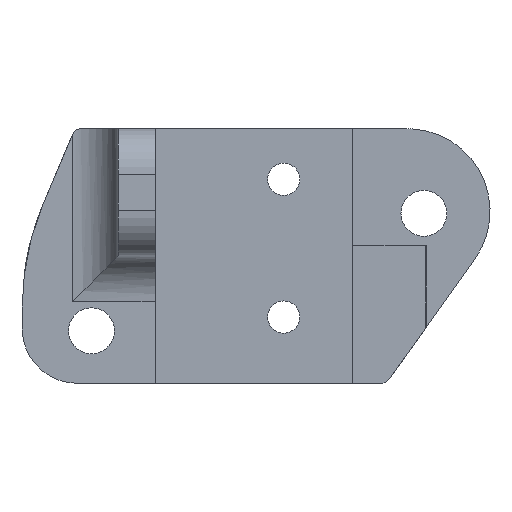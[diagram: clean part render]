
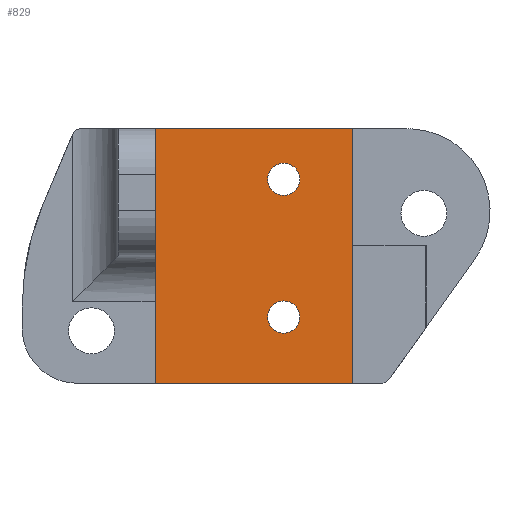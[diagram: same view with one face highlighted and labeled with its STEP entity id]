
A CAD part, front view. The second image highlights one B-rep face of the part: STEP entity #829.
In plain terms, the highlighted planar face has unit normal (0, -1, 0).
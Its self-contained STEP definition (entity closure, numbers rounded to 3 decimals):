
#68=FACE_BOUND('',#166,.T.);
#69=FACE_BOUND('',#167,.T.);
#111=FACE_OUTER_BOUND('',#165,.T.);
#165=EDGE_LOOP('',(#743,#744,#745,#746));
#166=EDGE_LOOP('',(#747));
#167=EDGE_LOOP('',(#748));
#187=LINE('',#1226,#253);
#215=LINE('',#1322,#281);
#221=LINE('',#1345,#287);
#236=LINE('',#1595,#302);
#253=VECTOR('',#988,10.);
#281=VECTOR('',#1074,10.);
#287=VECTOR('',#1088,10.);
#302=VECTOR('',#1147,10.);
#342=CIRCLE('',#924,1.75);
#343=CIRCLE('',#925,1.75);
#368=VERTEX_POINT('',#1223);
#369=VERTEX_POINT('',#1225);
#400=VERTEX_POINT('',#1321);
#403=VERTEX_POINT('',#1344);
#419=VERTEX_POINT('',#1596);
#420=VERTEX_POINT('',#1598);
#449=EDGE_CURVE('',#369,#368,#187,.T.);
#494=EDGE_CURVE('',#400,#369,#215,.T.);
#501=EDGE_CURVE('',#403,#400,#221,.T.);
#532=EDGE_CURVE('',#368,#403,#236,.F.);
#533=EDGE_CURVE('',#419,#419,#342,.T.);
#534=EDGE_CURVE('',#420,#420,#343,.T.);
#743=ORIENTED_EDGE('',*,*,#494,.T.);
#744=ORIENTED_EDGE('',*,*,#449,.T.);
#745=ORIENTED_EDGE('',*,*,#532,.T.);
#746=ORIENTED_EDGE('',*,*,#501,.T.);
#747=ORIENTED_EDGE('',*,*,#533,.F.);
#748=ORIENTED_EDGE('',*,*,#534,.F.);
#788=PLANE('',#923);
#829=ADVANCED_FACE('',(#111,#68,#69),#788,.F.);
#923=AXIS2_PLACEMENT_3D('',#1594,#1145,#1146);
#924=AXIS2_PLACEMENT_3D('',#1597,#1148,#1149);
#925=AXIS2_PLACEMENT_3D('',#1599,#1150,#1151);
#988=DIRECTION('',(-1.,0.,0.));
#1074=DIRECTION('',(0.,0.,1.));
#1088=DIRECTION('',(1.,0.,0.));
#1145=DIRECTION('center_axis',(0.,1.,0.));
#1146=DIRECTION('ref_axis',(0.,0.,1.));
#1147=DIRECTION('',(0.,0.,1.));
#1148=DIRECTION('center_axis',(0.,-1.,0.));
#1149=DIRECTION('ref_axis',(-1.,0.,0.));
#1150=DIRECTION('center_axis',(0.,-1.,0.));
#1151=DIRECTION('ref_axis',(-1.,0.,0.));
#1223=CARTESIAN_POINT('',(-226.5,225.,188.279));
#1225=CARTESIAN_POINT('',(-205.,225.,188.279));
#1226=CARTESIAN_POINT('',(-234.,225.,188.279));
#1321=CARTESIAN_POINT('',(-205.,225.,160.559));
#1322=CARTESIAN_POINT('',(-205.,225.,204.77));
#1344=CARTESIAN_POINT('',(-226.5,225.,160.559));
#1345=CARTESIAN_POINT('',(-205.,225.,160.559));
#1594=CARTESIAN_POINT('Origin',(-223.,225.,151.925));
#1595=CARTESIAN_POINT('',(-226.5,225.,165.136));
#1596=CARTESIAN_POINT('',(-210.75,225.,167.77));
#1597=CARTESIAN_POINT('Origin',(-212.5,225.,167.77));
#1598=CARTESIAN_POINT('',(-210.75,225.,182.77));
#1599=CARTESIAN_POINT('Origin',(-212.5,225.,182.77));
